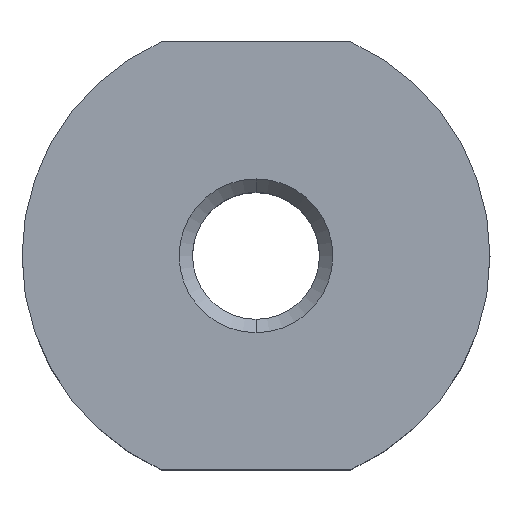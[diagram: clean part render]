
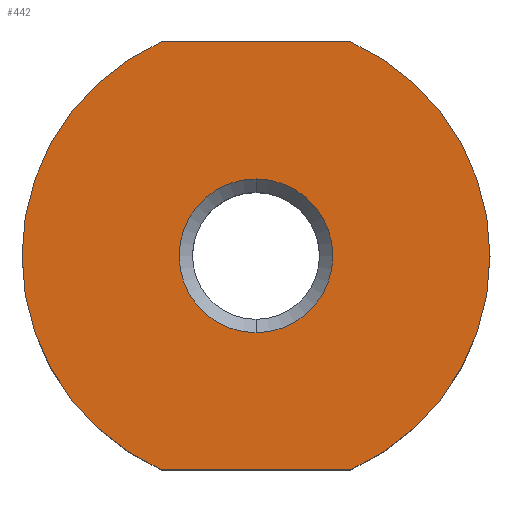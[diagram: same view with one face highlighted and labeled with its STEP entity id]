
A CAD part, top view. The second image highlights one B-rep face of the part: STEP entity #442.
In plain terms, the highlighted planar face has unit normal (0, 0, 1).
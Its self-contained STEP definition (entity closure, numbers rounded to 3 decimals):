
#3 = CARTESIAN_POINT ( 'NONE',  ( -7.089, 16., 0. ) ) ;
#9 = DIRECTION ( 'NONE',  ( 1., 0., 0. ) ) ;
#32 = DIRECTION ( 'NONE',  ( 0., -1., 0. ) ) ;
#34 = CARTESIAN_POINT ( 'NONE',  ( 0., 0., 0. ) ) ;
#35 = CIRCLE ( 'NONE', #187, 17.5 ) ;
#58 = CARTESIAN_POINT ( 'NONE',  ( 0., 0., 0. ) ) ;
#82 = EDGE_CURVE ( 'NONE', #817, #392, #523, .T. ) ;
#92 = ORIENTED_EDGE ( 'NONE', *, *, #82, .T. ) ;
#112 = CARTESIAN_POINT ( 'NONE',  ( 0., 0., 0. ) ) ;
#115 = EDGE_LOOP ( 'NONE', ( #92, #136 ) ) ;
#134 = AXIS2_PLACEMENT_3D ( 'NONE', #276, #393, #32 ) ;
#136 = ORIENTED_EDGE ( 'NONE', *, *, #409, .T. ) ;
#140 = CARTESIAN_POINT ( 'NONE',  ( -17.5, -16., 0. ) ) ;
#154 = CIRCLE ( 'NONE', #585, 17.5 ) ;
#175 = VECTOR ( 'NONE', #574, 1000. ) ;
#179 = CARTESIAN_POINT ( 'NONE',  ( 7.089, 16., 0. ) ) ;
#183 = ORIENTED_EDGE ( 'NONE', *, *, #250, .T. ) ;
#187 = AXIS2_PLACEMENT_3D ( 'NONE', #112, #549, #668 ) ;
#215 = EDGE_LOOP ( 'NONE', ( #183, #517, #301, #298 ) ) ;
#232 = DIRECTION ( 'NONE',  ( 0., 1., 0. ) ) ;
#250 = EDGE_CURVE ( 'NONE', #810, #312, #815, .T. ) ;
#254 = CARTESIAN_POINT ( 'NONE',  ( -17.5, 16., 0. ) ) ;
#276 = CARTESIAN_POINT ( 'NONE',  ( 0., 0., 0. ) ) ;
#298 = ORIENTED_EDGE ( 'NONE', *, *, #439, .F. ) ;
#301 = ORIENTED_EDGE ( 'NONE', *, *, #710, .F. ) ;
#312 = VERTEX_POINT ( 'NONE', #780 ) ;
#323 = FACE_OUTER_BOUND ( 'NONE', #215, .T. ) ;
#329 = CARTESIAN_POINT ( 'NONE',  ( -7.089, -16., 0. ) ) ;
#334 = EDGE_CURVE ( 'NONE', #476, #312, #154, .T. ) ;
#344 = AXIS2_PLACEMENT_3D ( 'NONE', #58, #552, #479 ) ;
#355 = AXIS2_PLACEMENT_3D ( 'NONE', #734, #417, #605 ) ;
#356 = PLANE ( 'NONE',  #355 ) ;
#392 = VERTEX_POINT ( 'NONE', #547 ) ;
#393 = DIRECTION ( 'NONE',  ( 0., 0., -1. ) ) ;
#409 = EDGE_CURVE ( 'NONE', #392, #817, #458, .T. ) ;
#417 = DIRECTION ( 'NONE',  ( 0., 0., 1. ) ) ;
#430 = LINE ( 'NONE', #254, #175 ) ;
#439 = EDGE_CURVE ( 'NONE', #810, #623, #35, .T. ) ;
#442 = ADVANCED_FACE ( 'NONE', ( #635, #323 ), #356, .T. ) ;
#458 = CIRCLE ( 'NONE', #344, 5.75 ) ;
#465 = CARTESIAN_POINT ( 'NONE',  ( 0., -5.75, 0. ) ) ;
#476 = VERTEX_POINT ( 'NONE', #179 ) ;
#479 = DIRECTION ( 'NONE',  ( 0., -1., 0. ) ) ;
#517 = ORIENTED_EDGE ( 'NONE', *, *, #334, .F. ) ;
#523 = CIRCLE ( 'NONE', #134, 5.75 ) ;
#547 = CARTESIAN_POINT ( 'NONE',  ( 0., 5.75, 0. ) ) ;
#549 = DIRECTION ( 'NONE',  ( 0., 0., -1. ) ) ;
#552 = DIRECTION ( 'NONE',  ( 0., 0., -1. ) ) ;
#574 = DIRECTION ( 'NONE',  ( 1., 0., 0. ) ) ;
#585 = AXIS2_PLACEMENT_3D ( 'NONE', #34, #602, #232 ) ;
#602 = DIRECTION ( 'NONE',  ( 0., 0., -1. ) ) ;
#605 = DIRECTION ( 'NONE',  ( 0., -1., 0. ) ) ;
#623 = VERTEX_POINT ( 'NONE', #3 ) ;
#635 = FACE_BOUND ( 'NONE', #115, .T. ) ;
#668 = DIRECTION ( 'NONE',  ( 0., 1., 0. ) ) ;
#709 = VECTOR ( 'NONE', #9, 1000. ) ;
#710 = EDGE_CURVE ( 'NONE', #623, #476, #430, .T. ) ;
#734 = CARTESIAN_POINT ( 'NONE',  ( 0., 17.5, 0. ) ) ;
#780 = CARTESIAN_POINT ( 'NONE',  ( 7.089, -16., 0. ) ) ;
#810 = VERTEX_POINT ( 'NONE', #329 ) ;
#815 = LINE ( 'NONE', #140, #709 ) ;
#817 = VERTEX_POINT ( 'NONE', #465 ) ;
